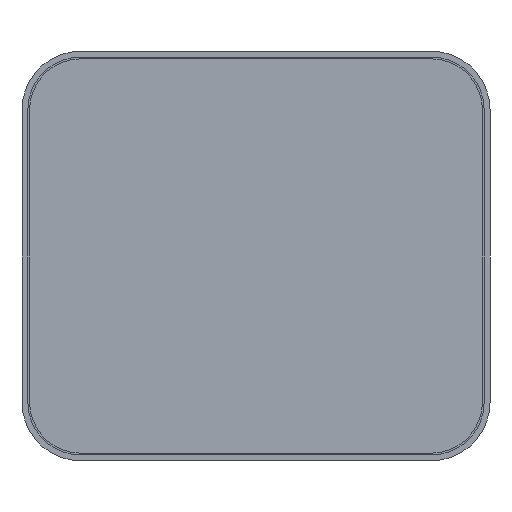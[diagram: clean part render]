
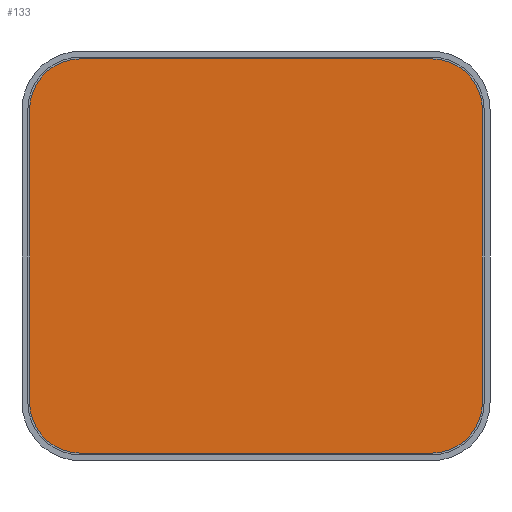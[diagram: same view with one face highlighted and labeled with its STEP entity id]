
A CAD part, front view. The second image highlights one B-rep face of the part: STEP entity #133.
In plain terms, the highlighted planar face has unit normal (0, -1, 0).
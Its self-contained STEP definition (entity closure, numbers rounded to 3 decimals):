
#133 = ADVANCED_FACE( '', ( #267 ), #268, .F. );
#267 = FACE_OUTER_BOUND( '', #423, .T. );
#268 = PLANE( '', #424 );
#423 = EDGE_LOOP( '', ( #572, #573, #574, #575, #576, #577, #578, #579 ) );
#424 = AXIS2_PLACEMENT_3D( '', #580, #581, #582 );
#572 = ORIENTED_EDGE( '', *, *, #994, .F. );
#573 = ORIENTED_EDGE( '', *, *, #995, .F. );
#574 = ORIENTED_EDGE( '', *, *, #996, .F. );
#575 = ORIENTED_EDGE( '', *, *, #997, .F. );
#576 = ORIENTED_EDGE( '', *, *, #998, .F. );
#577 = ORIENTED_EDGE( '', *, *, #999, .F. );
#578 = ORIENTED_EDGE( '', *, *, #1000, .F. );
#579 = ORIENTED_EDGE( '', *, *, #1001, .F. );
#580 = CARTESIAN_POINT( '', ( -1.5, -1.5, 3. ) );
#581 = DIRECTION( '', ( 0., 1., 0. ) );
#582 = DIRECTION( '', ( 0., 0., 1. ) );
#994 = EDGE_CURVE( '', #1164, #1165, #1166, .T. );
#995 = EDGE_CURVE( '', #1167, #1164, #1168, .T. );
#996 = EDGE_CURVE( '', #1169, #1167, #1170, .T. );
#997 = EDGE_CURVE( '', #1171, #1169, #1172, .T. );
#998 = EDGE_CURVE( '', #1173, #1171, #1174, .T. );
#999 = EDGE_CURVE( '', #1175, #1173, #1176, .T. );
#1000 = EDGE_CURVE( '', #1177, #1175, #1178, .T. );
#1001 = EDGE_CURVE( '', #1165, #1177, #1179, .T. );
#1164 = VERTEX_POINT( '', #1414 );
#1165 = VERTEX_POINT( '', #1415 );
#1166 = CIRCLE( '', #1416, 0.435 );
#1167 = VERTEX_POINT( '', #1417 );
#1168 = LINE( '', #1418, #1419 );
#1169 = VERTEX_POINT( '', #1420 );
#1170 = CIRCLE( '', #1421, 0.435 );
#1171 = VERTEX_POINT( '', #1422 );
#1172 = LINE( '', #1423, #1424 );
#1173 = VERTEX_POINT( '', #1425 );
#1174 = CIRCLE( '', #1426, 0.435 );
#1175 = VERTEX_POINT( '', #1427 );
#1176 = LINE( '', #1428, #1429 );
#1177 = VERTEX_POINT( '', #1430 );
#1178 = CIRCLE( '', #1431, 0.435 );
#1179 = LINE( '', #1432, #1433 );
#1414 = CARTESIAN_POINT( '', ( -1.935, -1.5, 3. ) );
#1415 = CARTESIAN_POINT( '', ( -1.5, -1.5, 3.435 ) );
#1416 = AXIS2_PLACEMENT_3D( '', #1730, #1731, #1732 );
#1417 = CARTESIAN_POINT( '', ( -1.935, -1.5, 0.5 ) );
#1418 = CARTESIAN_POINT( '', ( -1.935, -1.5, 0.5 ) );
#1419 = VECTOR( '', #1733, 1000. );
#1420 = CARTESIAN_POINT( '', ( -1.5, -1.5, 0.065 ) );
#1421 = AXIS2_PLACEMENT_3D( '', #1734, #1735, #1736 );
#1422 = CARTESIAN_POINT( '', ( 1.5, -1.5, 0.065 ) );
#1423 = CARTESIAN_POINT( '', ( 1.5, -1.5, 0.065 ) );
#1424 = VECTOR( '', #1737, 1000. );
#1425 = CARTESIAN_POINT( '', ( 1.935, -1.5, 0.5 ) );
#1426 = AXIS2_PLACEMENT_3D( '', #1738, #1739, #1740 );
#1427 = CARTESIAN_POINT( '', ( 1.935, -1.5, 3. ) );
#1428 = CARTESIAN_POINT( '', ( 1.935, -1.5, 3. ) );
#1429 = VECTOR( '', #1741, 1000. );
#1430 = CARTESIAN_POINT( '', ( 1.5, -1.5, 3.435 ) );
#1431 = AXIS2_PLACEMENT_3D( '', #1742, #1743, #1744 );
#1432 = CARTESIAN_POINT( '', ( -1.5, -1.5, 3.435 ) );
#1433 = VECTOR( '', #1745, 1000. );
#1730 = CARTESIAN_POINT( '', ( -1.5, -1.5, 3. ) );
#1731 = DIRECTION( '', ( 0., 1., 0. ) );
#1732 = DIRECTION( '', ( 1., 0., 0. ) );
#1733 = DIRECTION( '', ( 0., 0., 1. ) );
#1734 = CARTESIAN_POINT( '', ( -1.5, -1.5, 0.5 ) );
#1735 = DIRECTION( '', ( 0., 1., 0. ) );
#1736 = DIRECTION( '', ( 1., 0., 0. ) );
#1737 = DIRECTION( '', ( -1., 0., 0. ) );
#1738 = CARTESIAN_POINT( '', ( 1.5, -1.5, 0.5 ) );
#1739 = DIRECTION( '', ( 0., 1., 0. ) );
#1740 = DIRECTION( '', ( 1., 0., 0. ) );
#1741 = DIRECTION( '', ( 0., 0., -1. ) );
#1742 = CARTESIAN_POINT( '', ( 1.5, -1.5, 3. ) );
#1743 = DIRECTION( '', ( 0., 1., 0. ) );
#1744 = DIRECTION( '', ( -1., 0., 0. ) );
#1745 = DIRECTION( '', ( 1., 0., 0. ) );
